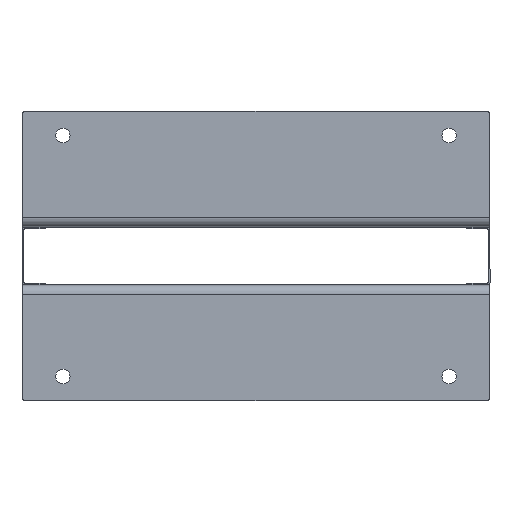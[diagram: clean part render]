
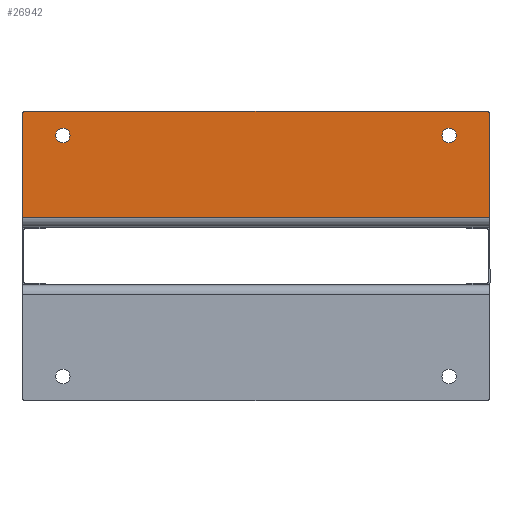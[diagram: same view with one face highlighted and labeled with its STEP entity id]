
A CAD part, front view. The second image highlights one B-rep face of the part: STEP entity #26942.
In plain terms, the highlighted planar face has unit normal (0, -1, 0).
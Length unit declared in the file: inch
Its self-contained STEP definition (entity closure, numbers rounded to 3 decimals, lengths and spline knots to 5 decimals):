
#1267 = CIRCLE ( 'NONE', #30312, 0.375 ) ;
#2190 = CARTESIAN_POINT ( 'NONE',  ( 10.01673, 0., 5.125 ) ) ;
#2360 = FACE_BOUND ( 'NONE', #39024, .T. ) ;
#2495 = CARTESIAN_POINT ( 'NONE',  ( 11.93799, 0., 5.80315 ) ) ;
#3879 = CARTESIAN_POINT ( 'NONE',  ( 12.13484, 0., 0.51181 ) ) ;
#4047 = CARTESIAN_POINT ( 'NONE',  ( -10.01673, 0., 4.375 ) ) ;
#4200 = EDGE_CURVE ( 'NONE', #16403, #9841, #40731, .T. ) ;
#5111 = CIRCLE ( 'NONE', #40990, 0.375 ) ;
#5936 = CARTESIAN_POINT ( 'NONE',  ( -11.93799, 0., 6. ) ) ;
#6138 = DIRECTION ( 'NONE',  ( 0., 1., 0. ) ) ;
#6916 = LINE ( 'NONE', #14621, #26676 ) ;
#7185 = VERTEX_POINT ( 'NONE', #2190 ) ;
#7224 = LINE ( 'NONE', #35454, #35568 ) ;
#7697 = VERTEX_POINT ( 'NONE', #10205 ) ;
#8936 = CARTESIAN_POINT ( 'NONE',  ( 11.93799, 0., 6. ) ) ;
#9841 = VERTEX_POINT ( 'NONE', #3879 ) ;
#10205 = CARTESIAN_POINT ( 'NONE',  ( -10.01673, 0., 5.125 ) ) ;
#10383 = VERTEX_POINT ( 'NONE', #4047 ) ;
#10433 = DIRECTION ( 'NONE',  ( 0., 0., -1. ) ) ;
#10660 = EDGE_LOOP ( 'NONE', ( #22071, #25563 ) ) ;
#11059 = AXIS2_PLACEMENT_3D ( 'NONE', #38268, #27298, #42215 ) ;
#11160 = CIRCLE ( 'NONE', #45300, 0.19685 ) ;
#12102 = ORIENTED_EDGE ( 'NONE', *, *, #4200, .T. ) ;
#12771 = DIRECTION ( 'NONE',  ( 0., 1., 0. ) ) ;
#13221 = DIRECTION ( 'NONE',  ( 0., 0., 1. ) ) ;
#13306 = PLANE ( 'NONE',  #11059 ) ;
#13749 = FACE_OUTER_BOUND ( 'NONE', #39656, .T. ) ;
#13992 = ORIENTED_EDGE ( 'NONE', *, *, #43242, .T. ) ;
#14289 = VERTEX_POINT ( 'NONE', #5936 ) ;
#14621 = CARTESIAN_POINT ( 'NONE',  ( 12.13484, 0., 0.19685 ) ) ;
#14718 = VECTOR ( 'NONE', #45331, 39.37008 ) ;
#15804 = VERTEX_POINT ( 'NONE', #8936 ) ;
#16250 = CARTESIAN_POINT ( 'NONE',  ( 12.13484, 0., 5.80315 ) ) ;
#16403 = VERTEX_POINT ( 'NONE', #45235 ) ;
#16716 = CARTESIAN_POINT ( 'NONE',  ( -10.01673, 0., 4.75 ) ) ;
#16720 = EDGE_CURVE ( 'NONE', #29589, #7185, #5111, .T. ) ;
#16821 = EDGE_CURVE ( 'NONE', #15804, #20238, #19295, .T. ) ;
#16858 = LINE ( 'NONE', #38332, #14718 ) ;
#17286 = ORIENTED_EDGE ( 'NONE', *, *, #44032, .T. ) ;
#17465 = ORIENTED_EDGE ( 'NONE', *, *, #16821, .F. ) ;
#19295 = CIRCLE ( 'NONE', #34222, 0.19685 ) ;
#19756 = DIRECTION ( 'NONE',  ( 0., 0., 1. ) ) ;
#20238 = VERTEX_POINT ( 'NONE', #16250 ) ;
#21820 = ORIENTED_EDGE ( 'NONE', *, *, #37974, .F. ) ;
#22071 = ORIENTED_EDGE ( 'NONE', *, *, #37437, .T. ) ;
#22995 = CARTESIAN_POINT ( 'NONE',  ( 12.13484, 0., 0.51181 ) ) ;
#23564 = CARTESIAN_POINT ( 'NONE',  ( 10.01673, 0., 4.75 ) ) ;
#23630 = EDGE_CURVE ( 'NONE', #14289, #15804, #7224, .T. ) ;
#23870 = CARTESIAN_POINT ( 'NONE',  ( -10.01673, 0., 4.75 ) ) ;
#25384 = CARTESIAN_POINT ( 'NONE',  ( 10.01673, 0., 4.375 ) ) ;
#25412 = ORIENTED_EDGE ( 'NONE', *, *, #26307, .F. ) ;
#25563 = ORIENTED_EDGE ( 'NONE', *, *, #44020, .T. ) ;
#26307 = EDGE_CURVE ( 'NONE', #20238, #9841, #6916, .T. ) ;
#26634 = CIRCLE ( 'NONE', #41550, 0.375 ) ;
#26676 = VECTOR ( 'NONE', #10433, 39.37008 ) ;
#26942 = ADVANCED_FACE ( 'NONE', ( #13749, #2360, #34532 ), #13306, .T. ) ;
#26994 = CARTESIAN_POINT ( 'NONE',  ( 10.01673, 0., 4.75 ) ) ;
#26995 = ORIENTED_EDGE ( 'NONE', *, *, #23630, .F. ) ;
#27298 = DIRECTION ( 'NONE',  ( 0., -1., 0. ) ) ;
#28048 = VECTOR ( 'NONE', #37253, 39.37008 ) ;
#28082 = DIRECTION ( 'NONE',  ( 0., 1., 0. ) ) ;
#29589 = VERTEX_POINT ( 'NONE', #25384 ) ;
#30312 = AXIS2_PLACEMENT_3D ( 'NONE', #23564, #38055, #33847 ) ;
#30510 = CIRCLE ( 'NONE', #31996, 0.375 ) ;
#30952 = DIRECTION ( 'NONE',  ( 0., 1., 0. ) ) ;
#30954 = DIRECTION ( 'NONE',  ( 0., 0., 1. ) ) ;
#31996 = AXIS2_PLACEMENT_3D ( 'NONE', #16716, #12771, #30954 ) ;
#33847 = DIRECTION ( 'NONE',  ( 0., 0., 1. ) ) ;
#34222 = AXIS2_PLACEMENT_3D ( 'NONE', #2495, #30952, #13221 ) ;
#34532 = FACE_BOUND ( 'NONE', #10660, .T. ) ;
#34601 = VERTEX_POINT ( 'NONE', #44128 ) ;
#34883 = ORIENTED_EDGE ( 'NONE', *, *, #16720, .T. ) ;
#35224 = DIRECTION ( 'NONE',  ( 1., 0., 0. ) ) ;
#35454 = CARTESIAN_POINT ( 'NONE',  ( 12.13484, 0., 6. ) ) ;
#35568 = VECTOR ( 'NONE', #35224, 39.37008 ) ;
#37253 = DIRECTION ( 'NONE',  ( 1., 0., 0. ) ) ;
#37437 = EDGE_CURVE ( 'NONE', #7697, #10383, #30510, .T. ) ;
#37974 = EDGE_CURVE ( 'NONE', #34601, #14289, #11160, .T. ) ;
#38055 = DIRECTION ( 'NONE',  ( 0., 1., 0. ) ) ;
#38268 = CARTESIAN_POINT ( 'NONE',  ( 12.13484, 0., 0. ) ) ;
#38332 = CARTESIAN_POINT ( 'NONE',  ( -12.13484, 0., 0.51181 ) ) ;
#39024 = EDGE_LOOP ( 'NONE', ( #13992, #34883 ) ) ;
#39287 = DIRECTION ( 'NONE',  ( 0., 0., -1. ) ) ;
#39656 = EDGE_LOOP ( 'NONE', ( #17286, #12102, #25412, #17465, #26995, #21820 ) ) ;
#40731 = LINE ( 'NONE', #22995, #28048 ) ;
#40990 = AXIS2_PLACEMENT_3D ( 'NONE', #26994, #41224, #19756 ) ;
#41224 = DIRECTION ( 'NONE',  ( 0., 1., 0. ) ) ;
#41550 = AXIS2_PLACEMENT_3D ( 'NONE', #23870, #6138, #42051 ) ;
#42051 = DIRECTION ( 'NONE',  ( 0., 0., 1. ) ) ;
#42215 = DIRECTION ( 'NONE',  ( 0., 0., -1. ) ) ;
#42546 = CARTESIAN_POINT ( 'NONE',  ( -11.93799, 0., 5.80315 ) ) ;
#43242 = EDGE_CURVE ( 'NONE', #7185, #29589, #1267, .T. ) ;
#44020 = EDGE_CURVE ( 'NONE', #10383, #7697, #26634, .T. ) ;
#44032 = EDGE_CURVE ( 'NONE', #34601, #16403, #16858, .T. ) ;
#44128 = CARTESIAN_POINT ( 'NONE',  ( -12.13484, 0., 5.80315 ) ) ;
#45235 = CARTESIAN_POINT ( 'NONE',  ( -12.13484, 0., 0.51181 ) ) ;
#45300 = AXIS2_PLACEMENT_3D ( 'NONE', #42546, #28082, #39287 ) ;
#45331 = DIRECTION ( 'NONE',  ( 0., 0., -1. ) ) ;
